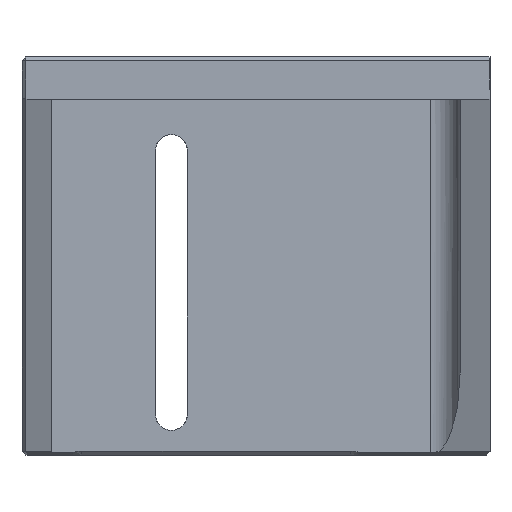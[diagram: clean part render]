
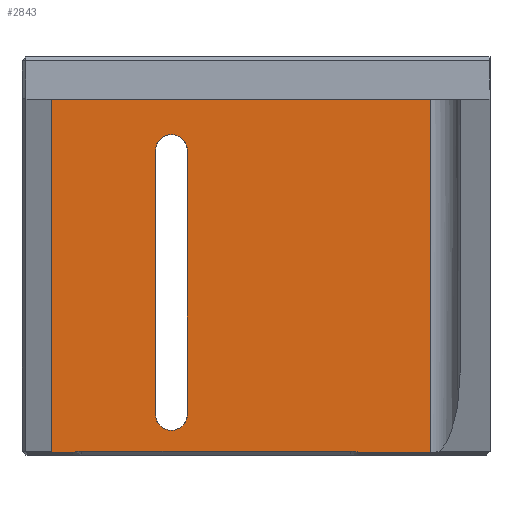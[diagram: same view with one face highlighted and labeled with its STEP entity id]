
A CAD part, left-side view. The second image highlights one B-rep face of the part: STEP entity #2843.
In plain terms, the highlighted planar face has unit normal (-1, 0, 0).
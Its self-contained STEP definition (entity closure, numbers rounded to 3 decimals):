
#7 = CARTESIAN_POINT ( 'NONE',  ( 13.007, 41.5, -39.6 ) ) ;
#116 = CARTESIAN_POINT ( 'NONE',  ( 13.007, 0., 0. ) ) ;
#162 = DIRECTION ( 'NONE',  ( 1., 0., 0. ) ) ;
#224 = CARTESIAN_POINT ( 'NONE',  ( 13.007, 34.1, -35.9 ) ) ;
#281 = VERTEX_POINT ( 'NONE', #4184 ) ;
#385 = CARTESIAN_POINT ( 'NONE',  ( 13.007, 41.5, -39.6 ) ) ;
#396 = CARTESIAN_POINT ( 'NONE',  ( 13.007, 32.5, -9.4 ) ) ;
#443 = VERTEX_POINT ( 'NONE', #4322 ) ;
#534 = CARTESIAN_POINT ( 'NONE',  ( 13.007, 42.248, -39.683 ) ) ;
#611 = VERTEX_POINT ( 'NONE', #6097 ) ;
#962 = VERTEX_POINT ( 'NONE', #2912 ) ;
#965 = EDGE_CURVE ( 'NONE', #611, #1416, #3011, .T. ) ;
#968 = VERTEX_POINT ( 'NONE', #5530 ) ;
#1054 = VERTEX_POINT ( 'NONE', #3970 ) ;
#1135 = EDGE_CURVE ( 'NONE', #968, #281, #6771, .T. ) ;
#1150 = ORIENTED_EDGE ( 'NONE', *, *, #965, .T. ) ;
#1159 = DIRECTION ( 'NONE',  ( 0., 0., 1. ) ) ;
#1262 = VECTOR ( 'NONE', #1477, 1000. ) ;
#1293 = CIRCLE ( 'NONE', #2538, 1.6 ) ;
#1298 = ORIENTED_EDGE ( 'NONE', *, *, #6745, .T. ) ;
#1375 = EDGE_CURVE ( 'NONE', #4455, #1054, #6655, .T. ) ;
#1416 = VERTEX_POINT ( 'NONE', #224 ) ;
#1418 = EDGE_CURVE ( 'NONE', #2292, #443, #3976, .T. ) ;
#1437 = CARTESIAN_POINT ( 'NONE',  ( 13.007, 6.5, -4.25 ) ) ;
#1477 = DIRECTION ( 'NONE',  ( 0., 0., 1. ) ) ;
#1489 = VECTOR ( 'NONE', #2873, 1000. ) ;
#1510 = EDGE_CURVE ( 'NONE', #1561, #4443, #1293, .T. ) ;
#1517 = ORIENTED_EDGE ( 'NONE', *, *, #1548, .F. ) ;
#1548 = EDGE_CURVE ( 'NONE', #6622, #281, #6507, .T. ) ;
#1561 = VERTEX_POINT ( 'NONE', #6330 ) ;
#1595 = VECTOR ( 'NONE', #4419, 1000. ) ;
#1993 = ORIENTED_EDGE ( 'NONE', *, *, #1375, .F. ) ;
#2065 = CARTESIAN_POINT ( 'NONE',  ( 13.007, 14.5, -39.6 ) ) ;
#2158 = CARTESIAN_POINT ( 'NONE',  ( 13.007, 41.802, -39.61 ) ) ;
#2160 = ORIENTED_EDGE ( 'NONE', *, *, #4795, .F. ) ;
#2292 = VERTEX_POINT ( 'NONE', #2065 ) ;
#2335 = DIRECTION ( 'NONE',  ( -1., 0., 0. ) ) ;
#2538 = AXIS2_PLACEMENT_3D ( 'NONE', #396, #5909, #4775 ) ;
#2553 = CARTESIAN_POINT ( 'NONE',  ( 13.007, 42.1, -39.652 ) ) ;
#2690 = CARTESIAN_POINT ( 'NONE',  ( 13.007, 42.395, -39.72 ) ) ;
#2745 = ORIENTED_EDGE ( 'NONE', *, *, #6609, .T. ) ;
#2767 = PLANE ( 'NONE',  #5509 ) ;
#2843 = ADVANCED_FACE ( 'NONE', ( #3323, #5586 ), #2767, .T. ) ;
#2873 = DIRECTION ( 'NONE',  ( 0., 0., 1. ) ) ;
#2904 = CARTESIAN_POINT ( 'NONE',  ( 13.007, 44.5, -4.25 ) ) ;
#2912 = CARTESIAN_POINT ( 'NONE',  ( 13.007, 6.5, -39.72 ) ) ;
#3011 = CIRCLE ( 'NONE', #3117, 1.6 ) ;
#3015 = CARTESIAN_POINT ( 'NONE',  ( 13.007, 32.5, -39.72 ) ) ;
#3070 = VECTOR ( 'NONE', #4799, 1000. ) ;
#3117 = AXIS2_PLACEMENT_3D ( 'NONE', #6626, #162, #6597 ) ;
#3156 = DIRECTION ( 'NONE',  ( 0., 1., 0. ) ) ;
#3258 = VECTOR ( 'NONE', #1159, 1000. ) ;
#3297 = CARTESIAN_POINT ( 'NONE',  ( 13.007, 14.5, -39.6 ) ) ;
#3323 = FACE_BOUND ( 'NONE', #4126, .T. ) ;
#3329 = CARTESIAN_POINT ( 'NONE',  ( 13.007, 14.349, -39.6 ) ) ;
#3395 = LINE ( 'NONE', #1437, #1262 ) ;
#3424 = DIRECTION ( 'NONE',  ( 0., 0., 1. ) ) ;
#3743 = VECTOR ( 'NONE', #4416, 1000. ) ;
#3970 = CARTESIAN_POINT ( 'NONE',  ( 13.007, 6.5, -4.25 ) ) ;
#3976 = B_SPLINE_CURVE_WITH_KNOTS ( 'NONE', 3,
 ( #3297, #3329, #6514, #4986, #5018, #6588 ),
 .UNSPECIFIED., .F., .F.,
 ( 4, 2, 4 ),
 ( 0., 0., 0.001 ),
 .UNSPECIFIED. ) ;
#4030 = VECTOR ( 'NONE', #5235, 1000. ) ;
#4126 = EDGE_LOOP ( 'NONE', ( #1150, #2745, #6229, #1298 ) ) ;
#4143 = CARTESIAN_POINT ( 'NONE',  ( 13.007, 16.25, -39.72 ) ) ;
#4184 = CARTESIAN_POINT ( 'NONE',  ( 13.007, 42.395, -39.72 ) ) ;
#4231 = LINE ( 'NONE', #5332, #3070 ) ;
#4282 = VECTOR ( 'NONE', #3156, 1000. ) ;
#4322 = CARTESIAN_POINT ( 'NONE',  ( 13.007, 13.605, -39.72 ) ) ;
#4416 = DIRECTION ( 'NONE',  ( 0., -1., 0. ) ) ;
#4419 = DIRECTION ( 'NONE',  ( 0., -1., 0. ) ) ;
#4443 = VERTEX_POINT ( 'NONE', #5215 ) ;
#4455 = VERTEX_POINT ( 'NONE', #5753 ) ;
#4470 = CARTESIAN_POINT ( 'NONE',  ( 13.007, 44.5, 0. ) ) ;
#4643 = ORIENTED_EDGE ( 'NONE', *, *, #1418, .T. ) ;
#4775 = DIRECTION ( 'NONE',  ( 0., 1., 0. ) ) ;
#4795 = EDGE_CURVE ( 'NONE', #962, #443, #6304, .T. ) ;
#4799 = DIRECTION ( 'NONE',  ( 0., 0., -1. ) ) ;
#4903 = ORIENTED_EDGE ( 'NONE', *, *, #6725, .T. ) ;
#4945 = LINE ( 'NONE', #5912, #3743 ) ;
#4986 = CARTESIAN_POINT ( 'NONE',  ( 13.007, 13.899, -39.652 ) ) ;
#5018 = CARTESIAN_POINT ( 'NONE',  ( 13.007, 13.751, -39.683 ) ) ;
#5038 = ORIENTED_EDGE ( 'NONE', *, *, #6541, .T. ) ;
#5215 = CARTESIAN_POINT ( 'NONE',  ( 13.007, 30.9, -9.4 ) ) ;
#5235 = DIRECTION ( 'NONE',  ( 0., -1., 0. ) ) ;
#5265 = EDGE_CURVE ( 'NONE', #968, #4455, #5971, .T. ) ;
#5332 = CARTESIAN_POINT ( 'NONE',  ( 13.007, 30.9, -35.9 ) ) ;
#5375 = CARTESIAN_POINT ( 'NONE',  ( 13.007, 41.652, -39.6 ) ) ;
#5509 = AXIS2_PLACEMENT_3D ( 'NONE', #116, #2335, #3424 ) ;
#5530 = CARTESIAN_POINT ( 'NONE',  ( 13.007, 44.5, -39.72 ) ) ;
#5563 = EDGE_LOOP ( 'NONE', ( #2160, #4903, #1993, #5572, #6367, #1517, #5038, #4643 ) ) ;
#5572 = ORIENTED_EDGE ( 'NONE', *, *, #5265, .F. ) ;
#5586 = FACE_OUTER_BOUND ( 'NONE', #5563, .T. ) ;
#5589 = LINE ( 'NONE', #6150, #1489 ) ;
#5753 = CARTESIAN_POINT ( 'NONE',  ( 13.007, 44.5, -4.25 ) ) ;
#5909 = DIRECTION ( 'NONE',  ( 1., 0., 0. ) ) ;
#5912 = CARTESIAN_POINT ( 'NONE',  ( 13.007, 0., -39.6 ) ) ;
#5971 = LINE ( 'NONE', #4470, #3258 ) ;
#6097 = CARTESIAN_POINT ( 'NONE',  ( 13.007, 30.9, -35.9 ) ) ;
#6150 = CARTESIAN_POINT ( 'NONE',  ( 13.007, 34.1, -35.9 ) ) ;
#6229 = ORIENTED_EDGE ( 'NONE', *, *, #1510, .T. ) ;
#6304 = LINE ( 'NONE', #4143, #4282 ) ;
#6330 = CARTESIAN_POINT ( 'NONE',  ( 13.007, 34.1, -9.4 ) ) ;
#6367 = ORIENTED_EDGE ( 'NONE', *, *, #1135, .T. ) ;
#6507 = B_SPLINE_CURVE_WITH_KNOTS ( 'NONE', 3,
 ( #7, #5375, #2158, #2553, #534, #2690 ),
 .UNSPECIFIED., .F., .F.,
 ( 4, 2, 4 ),
 ( 0.012, 0.012, 0.013 ),
 .UNSPECIFIED. ) ;
#6514 = CARTESIAN_POINT ( 'NONE',  ( 13.007, 14.198, -39.61 ) ) ;
#6541 = EDGE_CURVE ( 'NONE', #6622, #2292, #4945, .T. ) ;
#6588 = CARTESIAN_POINT ( 'NONE',  ( 13.007, 13.605, -39.72 ) ) ;
#6597 = DIRECTION ( 'NONE',  ( 0., 1., 0. ) ) ;
#6609 = EDGE_CURVE ( 'NONE', #1416, #1561, #5589, .T. ) ;
#6622 = VERTEX_POINT ( 'NONE', #385 ) ;
#6626 = CARTESIAN_POINT ( 'NONE',  ( 13.007, 32.5, -35.9 ) ) ;
#6655 = LINE ( 'NONE', #2904, #1595 ) ;
#6725 = EDGE_CURVE ( 'NONE', #962, #1054, #3395, .T. ) ;
#6745 = EDGE_CURVE ( 'NONE', #4443, #611, #4231, .T. ) ;
#6771 = LINE ( 'NONE', #3015, #4030 ) ;
